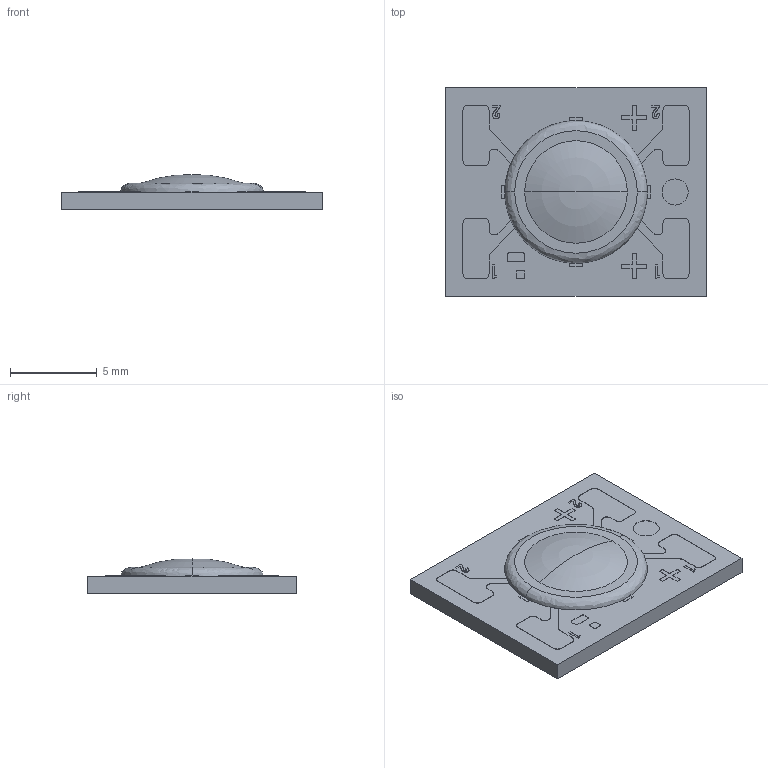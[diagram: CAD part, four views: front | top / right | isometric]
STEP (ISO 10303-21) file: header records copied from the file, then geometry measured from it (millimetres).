
FILE_DESCRIPTION (( 'STEP AP214' ), '1' );
FILE_NAME ('NJNWS012Z-V1MT.STEP', '2021-06-15T05:56:06', ( '' ), ( '' ), 'SwSTEP 2.0', 'SolidWorks 2019', '' );
FILE_SCHEMA (( 'AUTOMOTIVE_DESIGN' ));
Length unit declared in the file: millimetre
Products named in the file (5): NJNWS012Z-V1MT; 1; 2; 3; 4
Assembly tree (4 placements, depth 2):
  NJNWS012Z-V1MT
    1
    2
    3
    4
Bounding box: 15 x 12 x 2 mm (x, y, z)
Volume: 212.4 mm3; surface area: 643.2 mm2
Topology: 20 solids, 20 shells, 441 faces, 1206 edges, 803 vertices
Faces by surface type: plane 403, cylinder 34, bspline 2, torus 2
Entity records: 14086 total; most frequent: CARTESIAN_POINT 2491, ORIENTED_EDGE 2408, DIRECTION 2170, EDGE_CURVE 1204, VECTOR 1126, LINE 1126, VERTEX_POINT 803, AXIS2_PLACEMENT_3D 522
